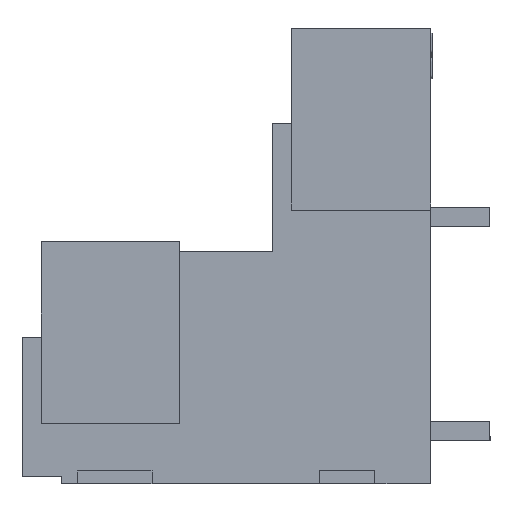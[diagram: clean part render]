
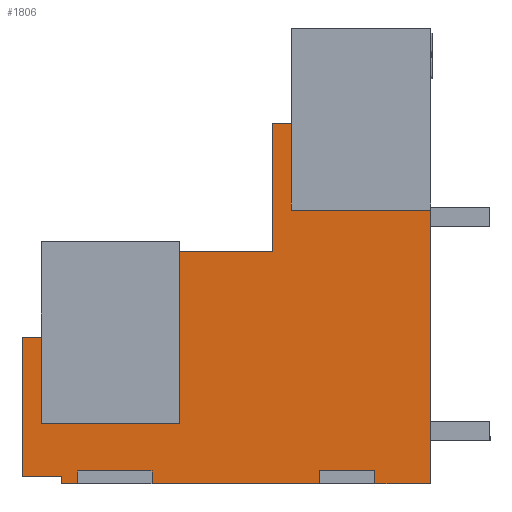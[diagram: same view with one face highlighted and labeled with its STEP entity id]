
A CAD part, left-side view. The second image highlights one B-rep face of the part: STEP entity #1806.
In plain terms, the highlighted planar face has unit normal (-1, 0, 0).
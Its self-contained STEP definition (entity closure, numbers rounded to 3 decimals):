
#1649=AXIS2_PLACEMENT_3D('Plane Axis2P3D',#1646,#1647,#1648) ;
#108=CARTESIAN_POINT('Vertex',(0.7,16.725,3.25)) ;
#111=CARTESIAN_POINT('Line Origine',(0.7,16.725,7.875)) ;
#115=CARTESIAN_POINT('Vertex',(0.7,16.725,12.5)) ;
#755=CARTESIAN_POINT('Line Origine',(0.7,24.175,5.575)) ;
#759=CARTESIAN_POINT('Vertex',(0.7,24.175,7.9)) ;
#761=CARTESIAN_POINT('Vertex',(0.7,24.175,3.25)) ;
#1634=CARTESIAN_POINT('Line Origine',(0.7,20.45,3.25)) ;
#1646=CARTESIAN_POINT('Axis2P3D Location',(0.7,3.2,0.4)) ;
#1651=CARTESIAN_POINT('Line Origine',(0.7,13.7,0.)) ;
#1655=CARTESIAN_POINT('Vertex',(0.7,18.2,0.)) ;
#1657=CARTESIAN_POINT('Vertex',(0.7,9.2,0.)) ;
#1660=CARTESIAN_POINT('Line Origine',(0.7,9.2,0.35)) ;
#1664=CARTESIAN_POINT('Vertex',(0.7,9.2,0.7)) ;
#1667=CARTESIAN_POINT('Line Origine',(0.7,7.7,0.7)) ;
#1671=CARTESIAN_POINT('Vertex',(0.7,6.2,0.7)) ;
#1674=CARTESIAN_POINT('Line Origine',(0.7,6.2,0.35)) ;
#1678=CARTESIAN_POINT('Vertex',(0.7,6.2,0.)) ;
#1681=CARTESIAN_POINT('Line Origine',(0.7,4.7,0.)) ;
#1685=CARTESIAN_POINT('Vertex',(0.7,3.2,0.)) ;
#1688=CARTESIAN_POINT('Line Origine',(0.7,3.2,7.375)) ;
#1692=CARTESIAN_POINT('Vertex',(0.7,3.2,14.75)) ;
#1695=CARTESIAN_POINT('Line Origine',(0.7,6.95,14.75)) ;
#1699=CARTESIAN_POINT('Vertex',(0.7,10.7,14.75)) ;
#1702=CARTESIAN_POINT('Line Origine',(0.7,10.7,17.075)) ;
#1706=CARTESIAN_POINT('Vertex',(0.7,10.7,19.4)) ;
#1709=CARTESIAN_POINT('Line Origine',(0.7,11.2,19.4)) ;
#1713=CARTESIAN_POINT('Vertex',(0.7,11.7,19.4)) ;
#1716=CARTESIAN_POINT('Line Origine',(0.7,11.7,15.95)) ;
#1720=CARTESIAN_POINT('Vertex',(0.7,11.7,12.5)) ;
#1723=CARTESIAN_POINT('Line Origine',(0.7,14.213,12.5)) ;
#1728=CARTESIAN_POINT('Line Origine',(0.7,24.688,7.9)) ;
#1732=CARTESIAN_POINT('Vertex',(0.7,25.2,7.9)) ;
#1735=CARTESIAN_POINT('Line Origine',(0.7,25.2,4.15)) ;
#1739=CARTESIAN_POINT('Vertex',(0.7,25.2,0.4)) ;
#1742=CARTESIAN_POINT('Line Origine',(0.7,24.145,0.4)) ;
#1746=CARTESIAN_POINT('Vertex',(0.7,23.09,0.4)) ;
#1749=CARTESIAN_POINT('Line Origine',(0.7,23.09,0.2)) ;
#1753=CARTESIAN_POINT('Vertex',(0.7,23.09,0.)) ;
#1756=CARTESIAN_POINT('Line Origine',(0.7,22.645,0.)) ;
#1760=CARTESIAN_POINT('Vertex',(0.7,22.2,0.)) ;
#1763=CARTESIAN_POINT('Line Origine',(0.7,22.2,0.35)) ;
#1767=CARTESIAN_POINT('Vertex',(0.7,22.2,0.7)) ;
#1770=CARTESIAN_POINT('Line Origine',(0.7,20.2,0.7)) ;
#1774=CARTESIAN_POINT('Vertex',(0.7,18.2,0.7)) ;
#1777=CARTESIAN_POINT('Line Origine',(0.7,18.2,0.35)) ;
#112=DIRECTION('Vector Direction',(0.,0.,-1.)) ;
#756=DIRECTION('Vector Direction',(0.,0.,-1.)) ;
#1635=DIRECTION('Vector Direction',(0.,-1.,0.)) ;
#1647=DIRECTION('Axis2P3D Direction',(-1.,0.,0.)) ;
#1648=DIRECTION('Axis2P3D XDirection',(0.,0.,-1.)) ;
#1652=DIRECTION('Vector Direction',(0.,-1.,0.)) ;
#1661=DIRECTION('Vector Direction',(0.,0.,1.)) ;
#1668=DIRECTION('Vector Direction',(0.,1.,0.)) ;
#1675=DIRECTION('Vector Direction',(0.,0.,1.)) ;
#1682=DIRECTION('Vector Direction',(0.,-1.,0.)) ;
#1689=DIRECTION('Vector Direction',(0.,0.,1.)) ;
#1696=DIRECTION('Vector Direction',(0.,-1.,0.)) ;
#1703=DIRECTION('Vector Direction',(0.,0.,-1.)) ;
#1710=DIRECTION('Vector Direction',(0.,1.,0.)) ;
#1717=DIRECTION('Vector Direction',(0.,0.,-1.)) ;
#1724=DIRECTION('Vector Direction',(0.,1.,0.)) ;
#1729=DIRECTION('Vector Direction',(0.,1.,0.)) ;
#1736=DIRECTION('Vector Direction',(0.,0.,1.)) ;
#1743=DIRECTION('Vector Direction',(0.,1.,0.)) ;
#1750=DIRECTION('Vector Direction',(0.,0.,1.)) ;
#1757=DIRECTION('Vector Direction',(0.,-1.,0.)) ;
#1764=DIRECTION('Vector Direction',(0.,0.,1.)) ;
#1771=DIRECTION('Vector Direction',(0.,1.,0.)) ;
#1778=DIRECTION('Vector Direction',(0.,0.,1.)) ;
#113=VECTOR('Line Direction',#112,1.) ;
#757=VECTOR('Line Direction',#756,1.) ;
#1636=VECTOR('Line Direction',#1635,1.) ;
#1653=VECTOR('Line Direction',#1652,1.) ;
#1662=VECTOR('Line Direction',#1661,1.) ;
#1669=VECTOR('Line Direction',#1668,1.) ;
#1676=VECTOR('Line Direction',#1675,1.) ;
#1683=VECTOR('Line Direction',#1682,1.) ;
#1690=VECTOR('Line Direction',#1689,1.) ;
#1697=VECTOR('Line Direction',#1696,1.) ;
#1704=VECTOR('Line Direction',#1703,1.) ;
#1711=VECTOR('Line Direction',#1710,1.) ;
#1718=VECTOR('Line Direction',#1717,1.) ;
#1725=VECTOR('Line Direction',#1724,1.) ;
#1730=VECTOR('Line Direction',#1729,1.) ;
#1737=VECTOR('Line Direction',#1736,1.) ;
#1744=VECTOR('Line Direction',#1743,1.) ;
#1751=VECTOR('Line Direction',#1750,1.) ;
#1758=VECTOR('Line Direction',#1757,1.) ;
#1765=VECTOR('Line Direction',#1764,1.) ;
#1772=VECTOR('Line Direction',#1771,1.) ;
#1779=VECTOR('Line Direction',#1778,1.) ;
#1783=ORIENTED_EDGE('',*,*,#1659,.T.) ;
#1784=ORIENTED_EDGE('',*,*,#1666,.T.) ;
#1785=ORIENTED_EDGE('',*,*,#1673,.F.) ;
#1786=ORIENTED_EDGE('',*,*,#1680,.F.) ;
#1787=ORIENTED_EDGE('',*,*,#1687,.T.) ;
#1788=ORIENTED_EDGE('',*,*,#1694,.T.) ;
#1789=ORIENTED_EDGE('',*,*,#1701,.F.) ;
#1790=ORIENTED_EDGE('',*,*,#1708,.F.) ;
#1791=ORIENTED_EDGE('',*,*,#1715,.T.) ;
#1792=ORIENTED_EDGE('',*,*,#1722,.T.) ;
#1793=ORIENTED_EDGE('',*,*,#1727,.T.) ;
#1794=ORIENTED_EDGE('',*,*,#117,.T.) ;
#1795=ORIENTED_EDGE('',*,*,#1638,.F.) ;
#1796=ORIENTED_EDGE('',*,*,#763,.F.) ;
#1797=ORIENTED_EDGE('',*,*,#1734,.T.) ;
#1798=ORIENTED_EDGE('',*,*,#1741,.F.) ;
#1799=ORIENTED_EDGE('',*,*,#1748,.F.) ;
#1800=ORIENTED_EDGE('',*,*,#1755,.F.) ;
#1801=ORIENTED_EDGE('',*,*,#1762,.T.) ;
#1802=ORIENTED_EDGE('',*,*,#1769,.T.) ;
#1803=ORIENTED_EDGE('',*,*,#1776,.F.) ;
#1804=ORIENTED_EDGE('',*,*,#1781,.F.) ;
#1806=ADVANCED_FACE('HOUSING',(#1805),#1650,.T.) ;
#117=EDGE_CURVE('',#116,#109,#114,.T.) ;
#763=EDGE_CURVE('',#760,#762,#758,.T.) ;
#1638=EDGE_CURVE('',#762,#109,#1637,.T.) ;
#1659=EDGE_CURVE('',#1656,#1658,#1654,.T.) ;
#1666=EDGE_CURVE('',#1658,#1665,#1663,.T.) ;
#1673=EDGE_CURVE('',#1672,#1665,#1670,.T.) ;
#1680=EDGE_CURVE('',#1679,#1672,#1677,.T.) ;
#1687=EDGE_CURVE('',#1679,#1686,#1684,.T.) ;
#1694=EDGE_CURVE('',#1686,#1693,#1691,.T.) ;
#1701=EDGE_CURVE('',#1700,#1693,#1698,.T.) ;
#1708=EDGE_CURVE('',#1707,#1700,#1705,.T.) ;
#1715=EDGE_CURVE('',#1707,#1714,#1712,.T.) ;
#1722=EDGE_CURVE('',#1714,#1721,#1719,.T.) ;
#1727=EDGE_CURVE('',#1721,#116,#1726,.T.) ;
#1734=EDGE_CURVE('',#760,#1733,#1731,.T.) ;
#1741=EDGE_CURVE('',#1740,#1733,#1738,.T.) ;
#1748=EDGE_CURVE('',#1747,#1740,#1745,.T.) ;
#1755=EDGE_CURVE('',#1754,#1747,#1752,.T.) ;
#1762=EDGE_CURVE('',#1754,#1761,#1759,.T.) ;
#1769=EDGE_CURVE('',#1761,#1768,#1766,.T.) ;
#1776=EDGE_CURVE('',#1775,#1768,#1773,.T.) ;
#1781=EDGE_CURVE('',#1656,#1775,#1780,.T.) ;
#1782=EDGE_LOOP('',(#1783,#1784,#1785,#1786,#1787,#1788,#1789,#1790,#1791,#1792,#1793,#1794,#1795,#1796,#1797,#1798,#1799,#1800,#1801,#1802,#1803,#1804)) ;
#1805=FACE_OUTER_BOUND('',#1782,.T.) ;
#114=LINE('Line',#111,#113) ;
#758=LINE('Line',#755,#757) ;
#1637=LINE('Line',#1634,#1636) ;
#1654=LINE('Line',#1651,#1653) ;
#1663=LINE('Line',#1660,#1662) ;
#1670=LINE('Line',#1667,#1669) ;
#1677=LINE('Line',#1674,#1676) ;
#1684=LINE('Line',#1681,#1683) ;
#1691=LINE('Line',#1688,#1690) ;
#1698=LINE('Line',#1695,#1697) ;
#1705=LINE('Line',#1702,#1704) ;
#1712=LINE('Line',#1709,#1711) ;
#1719=LINE('Line',#1716,#1718) ;
#1726=LINE('Line',#1723,#1725) ;
#1731=LINE('Line',#1728,#1730) ;
#1738=LINE('Line',#1735,#1737) ;
#1745=LINE('Line',#1742,#1744) ;
#1752=LINE('Line',#1749,#1751) ;
#1759=LINE('Line',#1756,#1758) ;
#1766=LINE('Line',#1763,#1765) ;
#1773=LINE('Line',#1770,#1772) ;
#1780=LINE('Line',#1777,#1779) ;
#1650=PLANE('',#1649) ;
#109=VERTEX_POINT('',#108) ;
#116=VERTEX_POINT('',#115) ;
#760=VERTEX_POINT('',#759) ;
#762=VERTEX_POINT('',#761) ;
#1656=VERTEX_POINT('',#1655) ;
#1658=VERTEX_POINT('',#1657) ;
#1665=VERTEX_POINT('',#1664) ;
#1672=VERTEX_POINT('',#1671) ;
#1679=VERTEX_POINT('',#1678) ;
#1686=VERTEX_POINT('',#1685) ;
#1693=VERTEX_POINT('',#1692) ;
#1700=VERTEX_POINT('',#1699) ;
#1707=VERTEX_POINT('',#1706) ;
#1714=VERTEX_POINT('',#1713) ;
#1721=VERTEX_POINT('',#1720) ;
#1733=VERTEX_POINT('',#1732) ;
#1740=VERTEX_POINT('',#1739) ;
#1747=VERTEX_POINT('',#1746) ;
#1754=VERTEX_POINT('',#1753) ;
#1761=VERTEX_POINT('',#1760) ;
#1768=VERTEX_POINT('',#1767) ;
#1775=VERTEX_POINT('',#1774) ;
